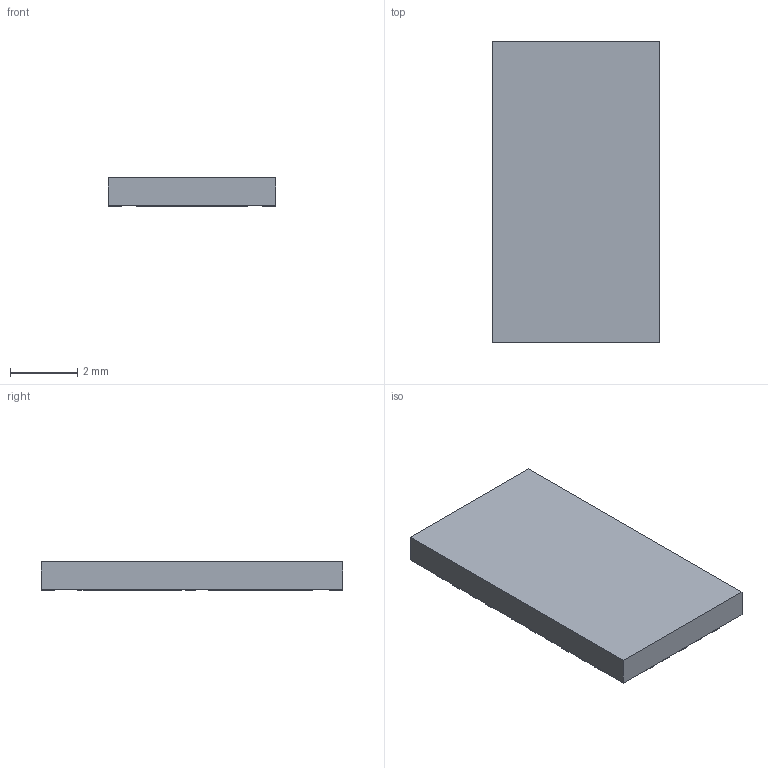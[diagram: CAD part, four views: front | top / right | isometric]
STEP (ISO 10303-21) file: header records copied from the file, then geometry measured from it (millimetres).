
FILE_DESCRIPTION((''),'2;1');
FILE_NAME('DTS-1744_Y531 3D.stp','2022-02-08T11:36:47',(''),(''),'Mechanical Desktop 2011','Mechanical Desktop 2011',', , ');
FILE_SCHEMA(('CONFIG_CONTROL_DESIGN'));
Length unit declared in the file: millimetre
Products named in the file (1): Product
Bounding box: 5 x 9 x 0.85 mm (x, y, z)
Volume: 37.7 mm3; surface area: 153.1 mm2
Topology: 33 solids, 33 shells, 259 faces, 735 edges, 696 vertices
Faces by surface type: plane 199, cylinder 60
Entity records: 8242 total; most frequent: CARTESIAN_POINT 1602, DIRECTION 1433, ORIENTED_EDGE 1158, EDGE_CURVE 579, VECTOR 553, LINE 553, AXIS2_PLACEMENT_3D 440, VERTEX_POINT 386
